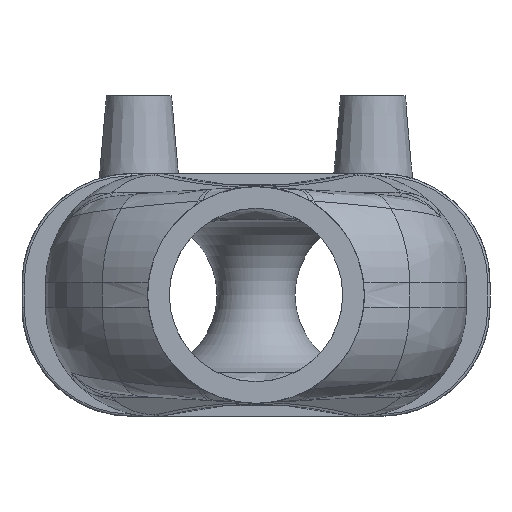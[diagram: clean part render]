
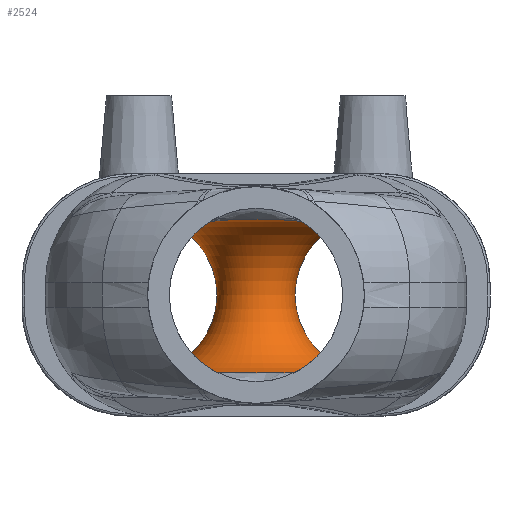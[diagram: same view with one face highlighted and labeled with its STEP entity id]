
A CAD part, front view. The second image highlights one B-rep face of the part: STEP entity #2524.
In plain terms, the highlighted toroidal (fillet/blend) face has major radius 27 mm and minor radius 18 mm.
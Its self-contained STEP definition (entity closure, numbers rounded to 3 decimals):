
#35=TOROIDAL_SURFACE('',#2720,27.,18.);
#313=B_SPLINE_CURVE_WITH_KNOTS('',3,(#3871,#3872,#3873,#3874,#3875,#3876,
#3877,#3878,#3879,#3880,#3881,#3882,#3883,#3884,#3885,#3886,#3887,#3888,
#3889),.UNSPECIFIED.,.F.,.F.,(4,3,3,3,3,3,4),(7.186,7.347,
7.508,7.83,7.991,8.152,8.313),
 .UNSPECIFIED.);
#315=B_SPLINE_CURVE_WITH_KNOTS('',3,(#3920,#3921,#3922,#3923),
 .UNSPECIFIED.,.F.,.F.,(4,4),(8.313,8.747),
 .UNSPECIFIED.);
#318=B_SPLINE_CURVE_WITH_KNOTS('',3,(#3951,#3952,#3953,#3954),
 .UNSPECIFIED.,.F.,.F.,(4,4),(6.751,7.186),
 .UNSPECIFIED.);
#320=B_SPLINE_CURVE_WITH_KNOTS('',3,(#3986,#3987,#3988,#3989,#3990,#3991,
#3992),.UNSPECIFIED.,.F.,.F.,(4,3,4),(6.442,6.443,
6.751),.UNSPECIFIED.);
#321=B_SPLINE_CURVE_WITH_KNOTS('',3,(#4018,#4019,#4020,#4021,#4022,#4023,
#4024),.UNSPECIFIED.,.F.,.F.,(4,3,4),(-6.751,-6.443,
-6.442),.UNSPECIFIED.);
#325=B_SPLINE_CURVE_WITH_KNOTS('',3,(#4122,#4123,#4124,#4125,#4126,#4127,
#4128,#4129,#4130,#4131,#4132,#4133),.UNSPECIFIED.,.F.,.F.,(4,1,1,1,1,1,
1,1,1,4),(-11.389,-10.877,-10.366,-9.344,
-8.322,-7.3,-6.278,-5.255,
-4.744,-4.233),.UNSPECIFIED.);
#326=B_SPLINE_CURVE_WITH_KNOTS('',3,(#4177,#4178,#4179,#4180,#4181,#4182,
#4183,#4184,#4185,#4186),.UNSPECIFIED.,.F.,.F.,(4,1,1,1,1,1,1,4),(-1.464,
-1.046,-0.627,-0.209,0.209,
0.628,1.046,1.465),.UNSPECIFIED.);
#327=B_SPLINE_CURVE_WITH_KNOTS('',3,(#4247,#4248,#4249,#4250,#4251,#4252,
#4253,#4254,#4255,#4256,#4257,#4258),.UNSPECIFIED.,.F.,.F.,(4,1,1,1,1,1,
1,1,1,4),(-11.869,-11.358,-10.847,-9.825,
-8.803,-7.781,-6.759,-5.736,
-5.225,-4.714),.UNSPECIFIED.);
#442=FACE_BOUND('',#730,.T.);
#443=FACE_BOUND('',#731,.T.);
#539=FACE_OUTER_BOUND('',#729,.T.);
#729=EDGE_LOOP('',(#1802));
#730=EDGE_LOOP('',(#1803));
#731=EDGE_LOOP('',(#1804,#1805,#1806,#1807,#1808,#1809,#1810,#1811));
#925=CIRCLE('',#2721,18.);
#926=CIRCLE('',#2722,18.);
#1106=VERTEX_POINT('',#3868);
#1107=VERTEX_POINT('',#3870);
#1110=VERTEX_POINT('',#3918);
#1111=VERTEX_POINT('',#3944);
#1113=VERTEX_POINT('',#3979);
#1114=VERTEX_POINT('',#4017);
#1118=VERTEX_POINT('',#4121);
#1119=VERTEX_POINT('',#4175);
#1120=VERTEX_POINT('',#4260);
#1121=VERTEX_POINT('',#4262);
#1358=EDGE_CURVE('',#1107,#1106,#313,.T.);
#1362=EDGE_CURVE('',#1106,#1110,#315,.T.);
#1366=EDGE_CURVE('',#1111,#1107,#318,.T.);
#1368=EDGE_CURVE('',#1113,#1110,#320,.T.);
#1369=EDGE_CURVE('',#1111,#1114,#321,.T.);
#1375=EDGE_CURVE('',#1114,#1118,#325,.T.);
#1378=EDGE_CURVE('',#1118,#1119,#326,.T.);
#1379=EDGE_CURVE('',#1119,#1113,#327,.T.);
#1380=EDGE_CURVE('',#1120,#1120,#925,.T.);
#1381=EDGE_CURVE('',#1121,#1121,#926,.T.);
#1802=ORIENTED_EDGE('',*,*,#1380,.F.);
#1803=ORIENTED_EDGE('',*,*,#1381,.F.);
#1804=ORIENTED_EDGE('',*,*,#1368,.F.);
#1805=ORIENTED_EDGE('',*,*,#1379,.F.);
#1806=ORIENTED_EDGE('',*,*,#1378,.F.);
#1807=ORIENTED_EDGE('',*,*,#1375,.F.);
#1808=ORIENTED_EDGE('',*,*,#1369,.F.);
#1809=ORIENTED_EDGE('',*,*,#1366,.T.);
#1810=ORIENTED_EDGE('',*,*,#1358,.T.);
#1811=ORIENTED_EDGE('',*,*,#1362,.T.);
#2524=ADVANCED_FACE('',(#539,#442,#443),#35,.F.);
#2720=AXIS2_PLACEMENT_3D('',#4259,#3075,#3076);
#2721=AXIS2_PLACEMENT_3D('',#4261,#3077,#3078);
#2722=AXIS2_PLACEMENT_3D('',#4263,#3079,#3080);
#3075=DIRECTION('center_axis',(0.,0.,1.));
#3076=DIRECTION('ref_axis',(1.,0.,0.));
#3077=DIRECTION('center_axis',(0.,-1.,0.));
#3078=DIRECTION('ref_axis',(-1.,0.,0.));
#3079=DIRECTION('center_axis',(0.,-1.,0.));
#3080=DIRECTION('ref_axis',(1.,0.,0.));
#3868=CARTESIAN_POINT('',(-5.866,21.2,17.363));
#3870=CARTESIAN_POINT('',(5.866,21.2,17.363));
#3871=CARTESIAN_POINT('Ctrl Pts',(5.866,21.2,17.363));
#3872=CARTESIAN_POINT('Ctrl Pts',(5.462,21.2,17.383));
#3873=CARTESIAN_POINT('Ctrl Pts',(4.994,21.2,17.404));
#3874=CARTESIAN_POINT('Ctrl Pts',(4.475,21.2,17.423));
#3875=CARTESIAN_POINT('Ctrl Pts',(3.957,21.2,17.442));
#3876=CARTESIAN_POINT('Ctrl Pts',(3.388,21.2,17.46));
#3877=CARTESIAN_POINT('Ctrl Pts',(2.792,21.2,17.473));
#3878=CARTESIAN_POINT('Ctrl Pts',(1.601,21.2,17.499));
#3879=CARTESIAN_POINT('Ctrl Pts',(0.304,21.2,17.509));
#3880=CARTESIAN_POINT('Ctrl Pts',(-0.956,21.2,17.5));
#3881=CARTESIAN_POINT('Ctrl Pts',(-1.586,21.2,17.495));
#3882=CARTESIAN_POINT('Ctrl Pts',(-2.207,21.2,17.486));
#3883=CARTESIAN_POINT('Ctrl Pts',(-2.8,21.2,17.473));
#3884=CARTESIAN_POINT('Ctrl Pts',(-3.393,21.2,17.459));
#3885=CARTESIAN_POINT('Ctrl Pts',(-3.959,21.2,17.442));
#3886=CARTESIAN_POINT('Ctrl Pts',(-4.477,21.2,17.423));
#3887=CARTESIAN_POINT('Ctrl Pts',(-4.995,21.2,17.404));
#3888=CARTESIAN_POINT('Ctrl Pts',(-5.465,21.2,17.383));
#3889=CARTESIAN_POINT('Ctrl Pts',(-5.866,21.2,17.363));
#3918=CARTESIAN_POINT('',(-10.546,21.2,16.994));
#3920=CARTESIAN_POINT('Ctrl Pts',(-5.866,21.2,17.363));
#3921=CARTESIAN_POINT('Ctrl Pts',(-7.321,21.2,17.289));
#3922=CARTESIAN_POINT('Ctrl Pts',(-8.897,21.2,17.178));
#3923=CARTESIAN_POINT('Ctrl Pts',(-10.546,21.2,16.994));
#3944=CARTESIAN_POINT('',(10.546,21.2,16.994));
#3951=CARTESIAN_POINT('Ctrl Pts',(10.546,21.2,16.994));
#3952=CARTESIAN_POINT('Ctrl Pts',(8.897,21.2,17.178));
#3953=CARTESIAN_POINT('Ctrl Pts',(7.321,21.2,17.289));
#3954=CARTESIAN_POINT('Ctrl Pts',(5.866,21.2,17.363));
#3979=CARTESIAN_POINT('',(-13.861,21.2,16.523));
#3986=CARTESIAN_POINT('Ctrl Pts',(-13.861,21.2,16.523));
#3987=CARTESIAN_POINT('Ctrl Pts',(-13.857,21.2,16.524));
#3988=CARTESIAN_POINT('Ctrl Pts',(-13.852,21.2,16.525));
#3989=CARTESIAN_POINT('Ctrl Pts',(-13.848,21.2,16.525));
#3990=CARTESIAN_POINT('Ctrl Pts',(-12.731,21.2,16.721));
#3991=CARTESIAN_POINT('Ctrl Pts',(-11.617,21.2,16.874));
#3992=CARTESIAN_POINT('Ctrl Pts',(-10.546,21.2,16.994));
#4017=CARTESIAN_POINT('',(13.861,21.2,16.523));
#4018=CARTESIAN_POINT('Ctrl Pts',(10.546,21.2,16.994));
#4019=CARTESIAN_POINT('Ctrl Pts',(11.617,21.2,16.874));
#4020=CARTESIAN_POINT('Ctrl Pts',(12.731,21.2,16.721));
#4021=CARTESIAN_POINT('Ctrl Pts',(13.848,21.2,16.525));
#4022=CARTESIAN_POINT('Ctrl Pts',(13.852,21.2,16.525));
#4023=CARTESIAN_POINT('Ctrl Pts',(13.857,21.2,16.524));
#4024=CARTESIAN_POINT('Ctrl Pts',(13.861,21.2,16.523));
#4121=CARTESIAN_POINT('',(11.774,23.409,-17.481));
#4122=CARTESIAN_POINT('Ctrl Pts',(13.861,21.2,16.523));
#4123=CARTESIAN_POINT('Ctrl Pts',(14.674,20.503,16.105));
#4124=CARTESIAN_POINT('Ctrl Pts',(16.356,19.277,15.119));
#4125=CARTESIAN_POINT('Ctrl Pts',(19.607,17.259,12.529));
#4126=CARTESIAN_POINT('Ctrl Pts',(22.939,15.481,8.216));
#4127=CARTESIAN_POINT('Ctrl Pts',(24.887,14.516,1.802));
#4128=CARTESIAN_POINT('Ctrl Pts',(24.268,14.816,-4.929));
#4129=CARTESIAN_POINT('Ctrl Pts',(21.267,16.349,-10.852));
#4130=CARTESIAN_POINT('Ctrl Pts',(17.355,18.572,-14.514));
#4131=CARTESIAN_POINT('Ctrl Pts',(13.973,21.002,-16.528));
#4132=CARTESIAN_POINT('Ctrl Pts',(12.398,22.528,-17.223));
#4133=CARTESIAN_POINT('Ctrl Pts',(11.774,23.409,-17.481));
#4175=CARTESIAN_POINT('',(-11.774,23.409,-17.481));
#4177=CARTESIAN_POINT('Ctrl Pts',(11.774,23.409,-17.481));
#4178=CARTESIAN_POINT('Ctrl Pts',(11.26,24.134,-17.694));
#4179=CARTESIAN_POINT('Ctrl Pts',(9.666,25.296,-17.963));
#4180=CARTESIAN_POINT('Ctrl Pts',(6.284,26.259,-18.02));
#4181=CARTESIAN_POINT('Ctrl Pts',(2.186,26.626,-17.956));
#4182=CARTESIAN_POINT('Ctrl Pts',(-2.189,26.627,-17.957));
#4183=CARTESIAN_POINT('Ctrl Pts',(-6.29,26.258,-18.019));
#4184=CARTESIAN_POINT('Ctrl Pts',(-9.672,25.294,-17.963));
#4185=CARTESIAN_POINT('Ctrl Pts',(-11.261,24.133,-17.693));
#4186=CARTESIAN_POINT('Ctrl Pts',(-11.774,23.409,-17.481));
#4247=CARTESIAN_POINT('Ctrl Pts',(-11.774,23.409,-17.481));
#4248=CARTESIAN_POINT('Ctrl Pts',(-12.398,22.528,-17.223));
#4249=CARTESIAN_POINT('Ctrl Pts',(-13.973,21.002,-16.528));
#4250=CARTESIAN_POINT('Ctrl Pts',(-17.355,18.572,-14.513));
#4251=CARTESIAN_POINT('Ctrl Pts',(-21.267,16.349,-10.853));
#4252=CARTESIAN_POINT('Ctrl Pts',(-24.267,14.817,-4.929));
#4253=CARTESIAN_POINT('Ctrl Pts',(-24.888,14.516,1.802));
#4254=CARTESIAN_POINT('Ctrl Pts',(-22.937,15.483,8.219));
#4255=CARTESIAN_POINT('Ctrl Pts',(-19.609,17.257,12.526));
#4256=CARTESIAN_POINT('Ctrl Pts',(-16.356,19.277,15.119));
#4257=CARTESIAN_POINT('Ctrl Pts',(-14.674,20.503,16.105));
#4258=CARTESIAN_POINT('Ctrl Pts',(-13.861,21.2,16.523));
#4259=CARTESIAN_POINT('Origin',(0.,52.4,0.));
#4260=CARTESIAN_POINT('',(-9.,52.4,0.));
#4261=CARTESIAN_POINT('Origin',(-27.,52.4,0.));
#4262=CARTESIAN_POINT('',(9.,52.4,0.));
#4263=CARTESIAN_POINT('Origin',(27.,52.4,0.));
